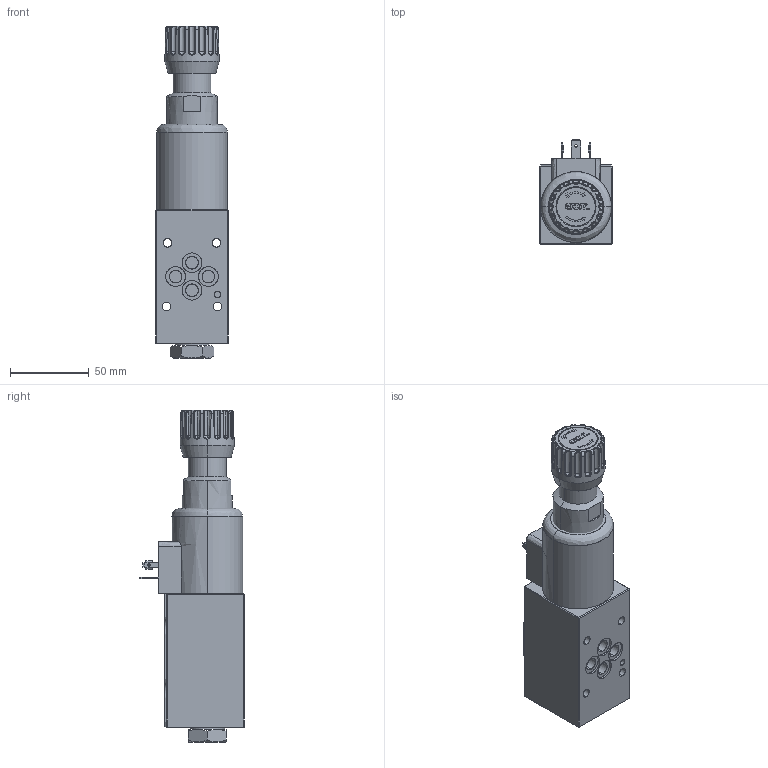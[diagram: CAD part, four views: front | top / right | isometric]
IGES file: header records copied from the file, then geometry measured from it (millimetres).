
Start section: SolidWorks IGES file using analytic representation for surfaces
Global section: file name: XQP3C3---P22.igs; native system: SolidWorks 2014; preprocessor: SolidWorks 2014; author: serviziopdm; date: 141128.120843; units: millimetre
Bounding box: 46 x 66.35 x 211.01 mm (x, y, z)
Surface area: 57161.9 mm2 (no closed solid volume)
Topology: 0 solids, 0 shells, 486 faces, 7336 edges, 7336 vertices
Faces by surface type: bspline 360, revolution 126
